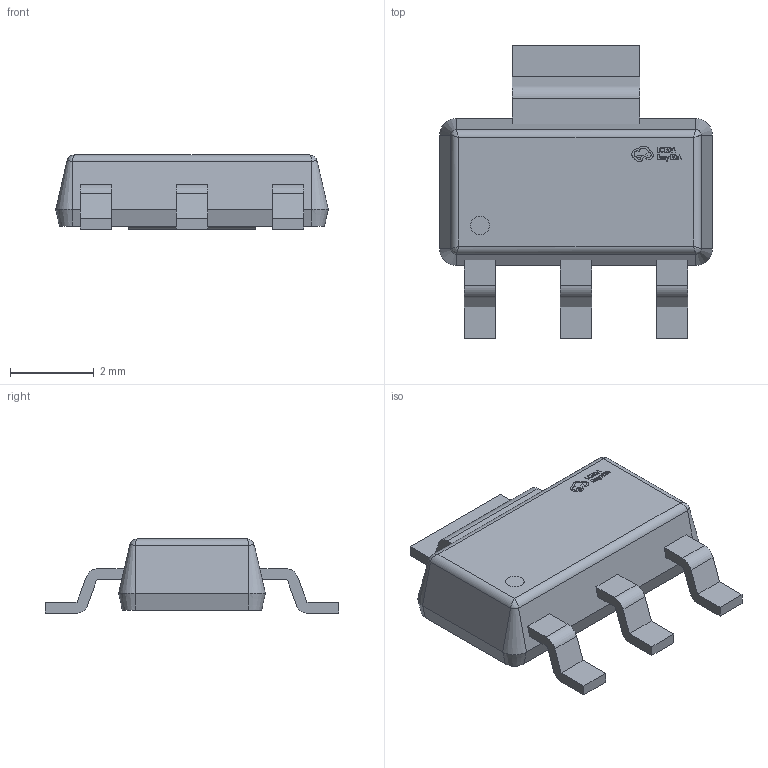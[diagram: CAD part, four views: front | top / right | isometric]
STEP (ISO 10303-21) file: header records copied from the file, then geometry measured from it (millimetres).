
FILE_DESCRIPTION (( 'STEP AP214' ), '1' );
FILE_NAME ('SOT-223-3_L6.5-W3.5-P3.05-LS7.0.step', '2022-07-26T10:58:55', ( '' ), ( '' ), 'SwSTEP 2.0', 'SolidWorks 2020', '' );
FILE_SCHEMA (( 'AUTOMOTIVE_DESIGN' ));
Length unit declared in the file: millimetre
Products named in the file (1): SOT-223-3_L6.5-W3.5-P3.05-LS7.0
Bounding box: 6.5 x 7 x 1.77 mm (x, y, z)
Volume: 37.6 mm3; surface area: 99.4 mm2
Topology: 14 solids, 14 shells, 367 faces, 965 edges, 634 vertices
Faces by surface type: plane 225, bspline 116, cylinder 18, cone 8
Entity records: 18055 total; most frequent: CARTESIAN_POINT 5583, ORIENTED_EDGE 1922, DIRECTION 1261, EDGE_CURVE 961, VECTOR 685, LINE 685, VERTEX_POINT 634, EDGE_LOOP 391
